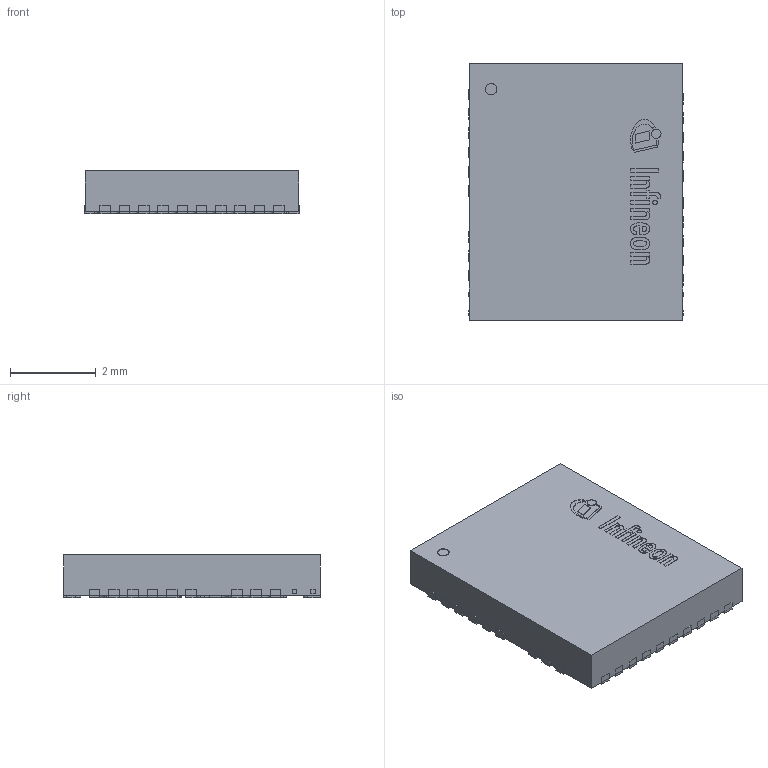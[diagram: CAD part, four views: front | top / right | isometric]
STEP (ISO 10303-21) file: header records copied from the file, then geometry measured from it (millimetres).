
FILE_DESCRIPTION(/* description */ (''),/* implementation_level */ '2;1');
FILE_NAME(/* name */ 'PG-IQFN-39-7_Z8B00192016_V02_3D.stp',/* time_stamp */ '2021-08-03T12:48:45+05:00',/* author */ ('janartha'),/* organization */ (''),/* preprocessor_version */ 'ST-DEVELOPER v16.13',/* originating_system */ 'AutoCAD Mechanical',/* authorisation */ '');
FILE_SCHEMA (('AUTOMOTIVE_DESIGN { 1 0 10303 214 3 1 1 }'));
Length unit declared in the file: millimetre
Products named in the file (1): Product
Bounding box: 5 x 6 x 1.01 mm (x, y, z)
Surface area: 134.2 mm2
Topology: 39 solids, 39 shells, 416 faces, 1011 edges, 674 vertices
Faces by surface type: plane 329, cylinder 69, bspline 18
Full cylindrical faces by diameter (mm): 0.107 x1, 0.219 x1, 0.27 x2
Entity records: 12234 total; most frequent: CARTESIAN_POINT 2468, ORIENTED_EDGE 2014, DIRECTION 1907, EDGE_CURVE 1007, LINE 833, VECTOR 833, VERTEX_POINT 674, AXIS2_PLACEMENT_3D 537
